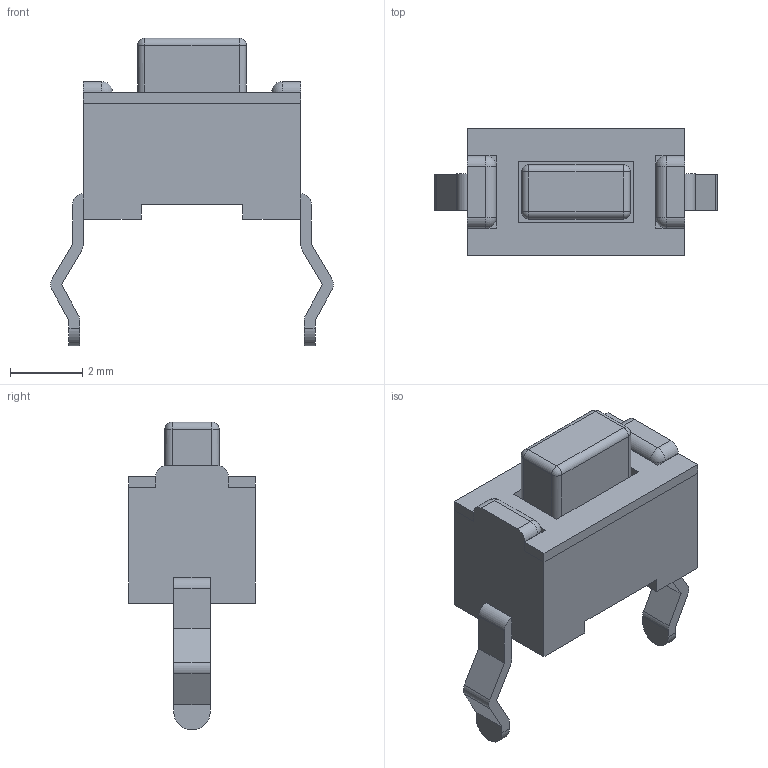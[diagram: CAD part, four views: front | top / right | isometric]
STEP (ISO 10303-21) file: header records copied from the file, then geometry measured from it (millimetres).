
FILE_DESCRIPTION(/* description */ ('model of SW_PUSH_1P1T_6x3.5mm_H5.0_APEM_MJTP1250'),/* implementation_level */ '2;1');
FILE_NAME(/* name */ 'SW_PUSH_1P1T_6x3.5mm_H5.0_APEM_MJTP1250.step',/* time_stamp */ '1970-01-01T00:00:00',/* author */ ('KiCAD','kicad'),/* organization */ ('OCCT'),/* preprocessor_version */ '',/* originating_system */ 'KiCAD',/* authorisation */ '');
FILE_SCHEMA(('AUTOMOTIVE_DESIGN { 1 0 10303 214 1 1 1 1 }'));
Length unit declared in the file: millimetre
Products named in the file (1): SW_PUSH_1P1T_6x3.5mm_H5.0_APEM_MJTP1250
Bounding box: 7.81 x 3.5 x 8.5 mm (x, y, z)
Volume: 79.3 mm3; surface area: 151.1 mm2
Topology: 1 solids, 1 shells, 106 faces, 278 edges, 168 vertices
Faces by surface type: plane 68, cylinder 26, sphere 8, bspline 4
Entity records: 2290 total; most frequent: ORIENTED_EDGE 433, CARTESIAN_POINT 372, EDGE_CURVE 270, VERTEX_POINT 168, LINE 162, AXIS2_PLACEMENT_3D 149, FACE_BOUND 108, EDGE_LOOP 108
